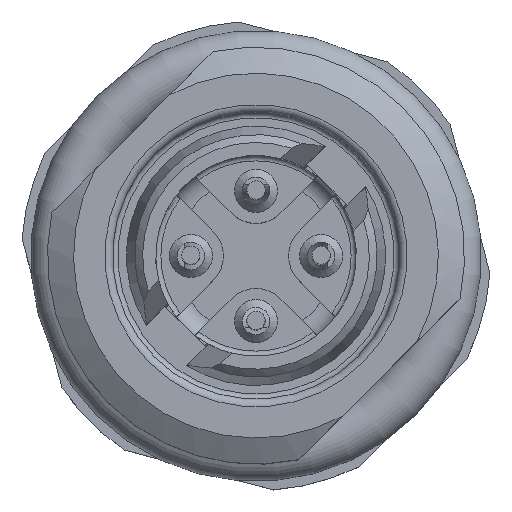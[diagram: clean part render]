
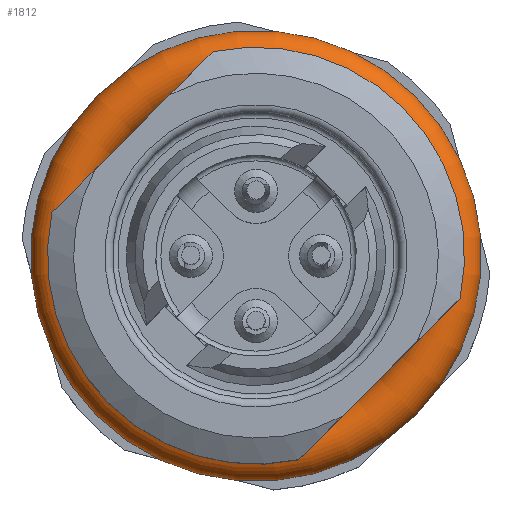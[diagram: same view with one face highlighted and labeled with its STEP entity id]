
A CAD part, top view. The second image highlights one B-rep face of the part: STEP entity #1812.
In plain terms, the highlighted toroidal (fillet/blend) face has major radius 7.65 mm and minor radius 1 mm.
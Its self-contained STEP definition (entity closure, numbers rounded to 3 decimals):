
#1812=ADVANCED_FACE('',(#1962),#1950,.T.);
#1950=TOROIDAL_SURFACE('',#2256,7.65,1.);
#1962=FACE_BOUND('',#2046,.T.);
#2046=VERTEX_LOOP('',#2047);
#2047=VERTEX_POINT('',#3180);
#2256=AXIS2_PLACEMENT_3D('',#3181,#2527,#2528);
#2527=DIRECTION('',(0.,0.,1.));
#2528=DIRECTION('',(0.707,-0.707,0.));
#3180=CARTESIAN_POINT('',(6.116,-6.116,14.));
#3181=CARTESIAN_POINT('',(0.,0.,14.));
